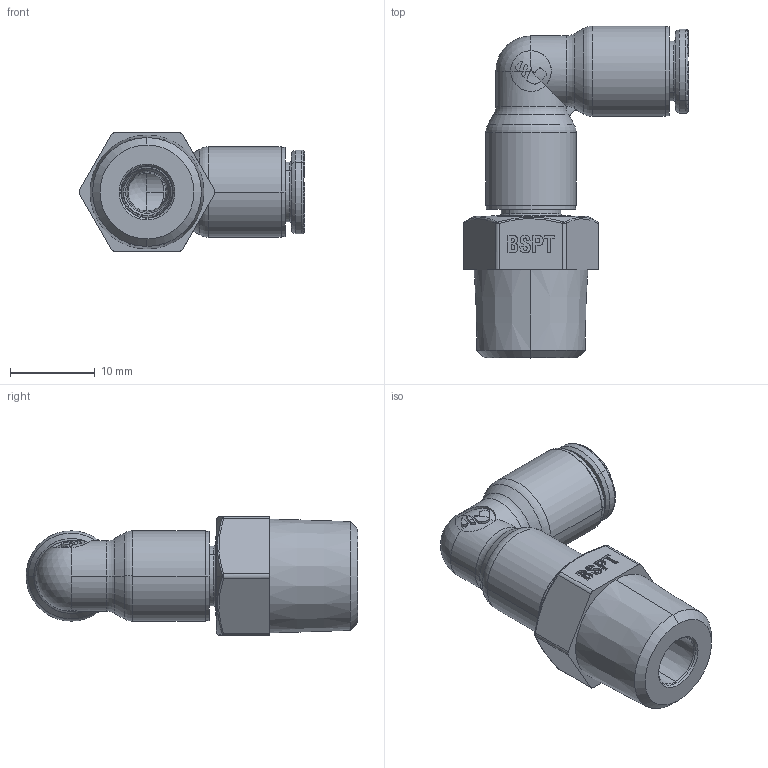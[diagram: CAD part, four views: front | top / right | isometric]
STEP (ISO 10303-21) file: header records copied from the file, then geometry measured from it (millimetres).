
FILE_DESCRIPTION(('STEP AP214'),'1');
FILE_NAME('6879_06_13.stp','2016-07-07T14:48:17',('TraceParts'),('TraceParts S.A.'),'Spatial InterOp 3D',' ',' ');
FILE_SCHEMA(('automotive_design'));
Length unit declared in the file: millimetre
Products named in the file (12): 6879 06 13|44106-64_ASM_2054#44106-64_ASM|44106-26_2050#44106-26;Solide1; 6879 06 13|44106-64_ASM_2054#44106-64_ASM|44106_2051#44106;Solide1; 6879 06 13|44106-64_ASM_2054#44106-64_ASM|44106-27_2052#44106-27;Solide1; 6879 06 13|44106-64_ASM_2054#44106-64_ASM|44126-20_2053#44126-20;Solide1; 6879 06 13|44106-64_ASM_2056#44106-64_ASM|44106-26_2050#44106-26;Solide1; 6879 06 13|44106-64_ASM_2056#44106-64_ASM|44106_2051#44106;Solide1; 6879 06 13|44106-64_ASM_2056#44106-64_ASM|44106-27_2052#44106-27;Solide1; 6879 06 13|44106-64_ASM_2056#44106-64_ASM|44126-20_2053#44126-20;Solide1; 6879 06 13|44516-02_2048#44516-02;Solide1; 6879 06 13|44106-11-10-ASM_2049#44106-11-10-ASM;Solide1; 6879 06 13|44106-11-10-ASM_2055#44106-11-10-ASM;Solide1; 6879 06 13|44516-46_RAINURE_2057#44516-46_RAINURE;Solide1
Bounding box: 26.63 x 39.12 x 14 mm (x, y, z)
Volume: 3523.7 mm3; surface area: 5923.7 mm2
Topology: 12 solids, 12 shells, 1389 faces, 3695 edges, 2367 vertices
Faces by surface type: plane 668, cylinder 228, bspline 178, cone 174, torus 127, sphere 14
Entity records: 61793 total; most frequent: CARTESIAN_POINT 16181, ORIENTED_EDGE 7382, DIRECTION 6908, EDGE_CURVE 3691, AXIS2_PLACEMENT_3D 2388, VERTEX_POINT 2367, LINE 2132, VECTOR 2132
